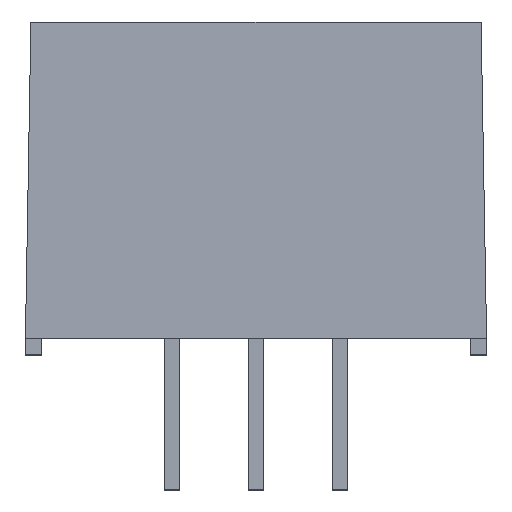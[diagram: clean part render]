
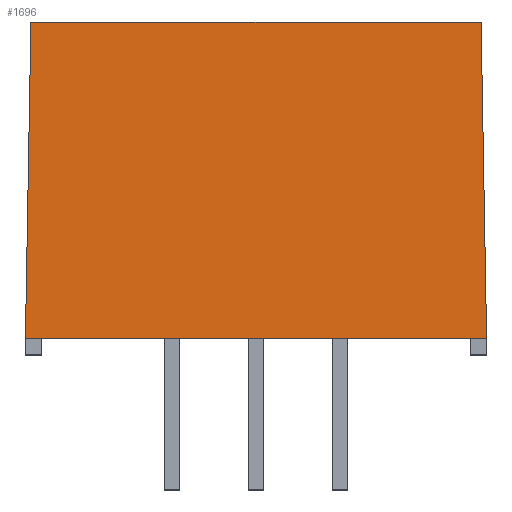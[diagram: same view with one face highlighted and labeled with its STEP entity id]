
A CAD part, top view. The second image highlights one B-rep face of the part: STEP entity #1696.
In plain terms, the highlighted face is planar.
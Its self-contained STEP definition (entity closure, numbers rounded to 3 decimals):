
#12 = VECTOR ( 'NONE', #472, 1000. ) ;
#133 = CARTESIAN_POINT ( 'NONE',  ( -7., 3.75, 9.6 ) ) ;
#139 = FACE_OUTER_BOUND ( 'NONE', #389, .T. ) ;
#166 = VERTEX_POINT ( 'NONE', #133 ) ;
#186 = VECTOR ( 'NONE', #1650, 1000. ) ;
#270 = VERTEX_POINT ( 'NONE', #1792 ) ;
#288 = CARTESIAN_POINT ( 'NONE',  ( -7., 3.75, 9.6 ) ) ;
#374 = DIRECTION ( 'NONE',  ( 1., 0., 0. ) ) ;
#389 = EDGE_LOOP ( 'NONE', ( #1474, #1417, #632, #753, #1799, #1098 ) ) ;
#448 = VERTEX_POINT ( 'NONE', #1438 ) ;
#472 = DIRECTION ( 'NONE',  ( 0.017, -0.017, -1. ) ) ;
#489 = EDGE_CURVE ( 'NONE', #166, #270, #1137, .T. ) ;
#585 = EDGE_CURVE ( 'NONE', #1952, #270, #1720, .T. ) ;
#616 = LINE ( 'NONE', #1783, #1175 ) ;
#632 = ORIENTED_EDGE ( 'NONE', *, *, #844, .T. ) ;
#718 = CARTESIAN_POINT ( 'NONE',  ( 0., 3.582, 0. ) ) ;
#753 = ORIENTED_EDGE ( 'NONE', *, *, #1746, .F. ) ;
#841 = DIRECTION ( 'NONE',  ( 0., 1., -0.017 ) ) ;
#844 = EDGE_CURVE ( 'NONE', #166, #448, #1384, .T. ) ;
#860 = VERTEX_POINT ( 'NONE', #1248 ) ;
#925 = DIRECTION ( 'NONE',  ( -0.017, -0.017, -1. ) ) ;
#943 = AXIS2_PLACEMENT_3D ( 'NONE', #1545, #841, #2056 ) ;
#989 = VERTEX_POINT ( 'NONE', #1415 ) ;
#1004 = LINE ( 'NONE', #288, #186 ) ;
#1098 = ORIENTED_EDGE ( 'NONE', *, *, #1114, .T. ) ;
#1114 = EDGE_CURVE ( 'NONE', #989, #1952, #616, .T. ) ;
#1137 = LINE ( 'NONE', #1973, #12 ) ;
#1175 = VECTOR ( 'NONE', #925, 1000. ) ;
#1187 = VECTOR ( 'NONE', #1592, 1000. ) ;
#1203 = CARTESIAN_POINT ( 'NONE',  ( -7., 3.75, 9.6 ) ) ;
#1209 = PLANE ( 'NONE',  #943 ) ;
#1248 = CARTESIAN_POINT ( 'NONE',  ( 6.5, 3.75, 9.6 ) ) ;
#1384 = LINE ( 'NONE', #1203, #1637 ) ;
#1415 = CARTESIAN_POINT ( 'NONE',  ( 7., 3.75, 9.6 ) ) ;
#1417 = ORIENTED_EDGE ( 'NONE', *, *, #489, .F. ) ;
#1438 = CARTESIAN_POINT ( 'NONE',  ( -6.5, 3.75, 9.6 ) ) ;
#1446 = CARTESIAN_POINT ( 'NONE',  ( 6.832, 3.582, 0. ) ) ;
#1474 = ORIENTED_EDGE ( 'NONE', *, *, #585, .T. ) ;
#1524 = LINE ( 'NONE', #1710, #2042 ) ;
#1532 = EDGE_CURVE ( 'NONE', #989, #860, #1004, .T. ) ;
#1545 = CARTESIAN_POINT ( 'NONE',  ( -7., 3.75, 9.6 ) ) ;
#1592 = DIRECTION ( 'NONE',  ( -1., 0., 0. ) ) ;
#1637 = VECTOR ( 'NONE', #374, 1000. ) ;
#1650 = DIRECTION ( 'NONE',  ( -1., 0., 0. ) ) ;
#1696 = ADVANCED_FACE ( 'NONE', ( #139 ), #1209, .T. ) ;
#1710 = CARTESIAN_POINT ( 'NONE',  ( -7., 3.75, 9.6 ) ) ;
#1720 = LINE ( 'NONE', #718, #1187 ) ;
#1746 = EDGE_CURVE ( 'NONE', #860, #448, #1524, .T. ) ;
#1783 = CARTESIAN_POINT ( 'NONE',  ( 6.996, 3.746, 9.356 ) ) ;
#1792 = CARTESIAN_POINT ( 'NONE',  ( -6.832, 3.582, 0. ) ) ;
#1799 = ORIENTED_EDGE ( 'NONE', *, *, #1532, .F. ) ;
#1866 = DIRECTION ( 'NONE',  ( -1., 0., 0. ) ) ;
#1952 = VERTEX_POINT ( 'NONE', #1446 ) ;
#1973 = CARTESIAN_POINT ( 'NONE',  ( -6.998, 3.748, 9.469 ) ) ;
#2042 = VECTOR ( 'NONE', #1866, 1000. ) ;
#2056 = DIRECTION ( 'NONE',  ( -1., 0., 0. ) ) ;
